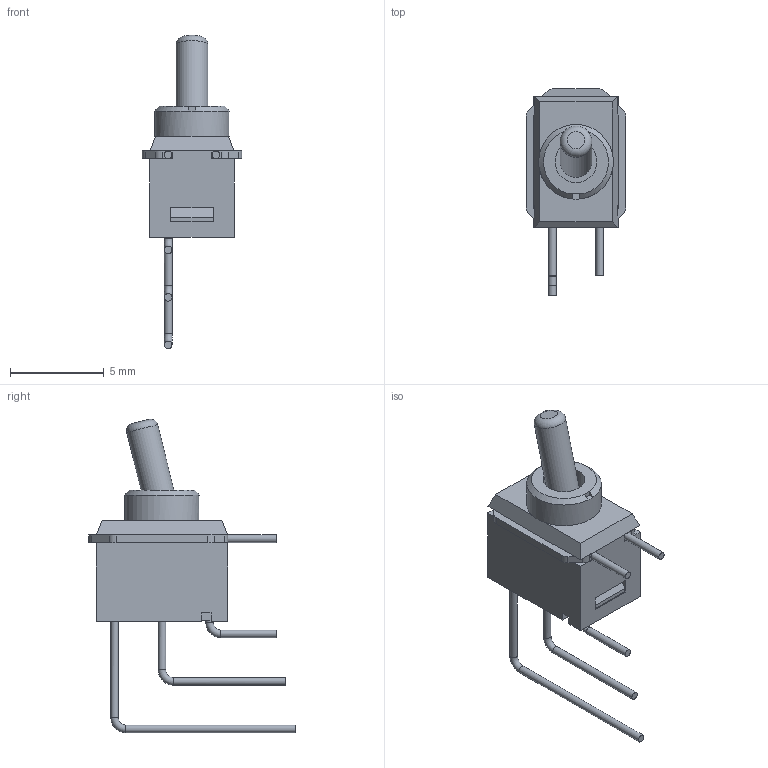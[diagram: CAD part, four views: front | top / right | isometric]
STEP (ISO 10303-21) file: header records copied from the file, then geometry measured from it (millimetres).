
FILE_DESCRIPTION( ( 'STEP AP214' ), '1' );
FILE_NAME( 'G13AV.stp', '2018-07-29T06:27:59', ( '' ), ( '' ), ' ', 'PARTsolutions', ' ' );
FILE_SCHEMA( ( 'AUTOMOTIVE_DESIGN { 1 0 10303 214 1 1 1 1 }' ) );
Length unit declared in the file: inch
Products named in the file (5): G13AV; _GV-body; _G1V-th; _G-actuator; _G1V-trmnls
Assembly tree (4 placements, depth 2):
  G13AV
    _GV-body
    _G1V-th
    _G-actuator
    _G1V-trmnls
Bounding box: 5.31 x 11.02 x 16.75 mm (x, y, z)
Volume: 198.6 mm3; surface area: 366.8 mm2
Topology: 4 solids, 4 shells, 127 faces, 331 edges, 215 vertices
Faces by surface type: plane 99, cylinder 23, torus 4, cone 1
Full cylindrical faces by diameter (mm): 0.406 x8, 1.702 x1, 2.235 x1, 3.988 x1
Entity records: 4800 total; most frequent: CARTESIAN_POINT 657, DIRECTION 626, ORIENTED_EDGE 614, EDGE_CURVE 307, LINE 248, VECTOR 248, VERTEX_POINT 206, AXIS2_PLACEMENT_3D 189
